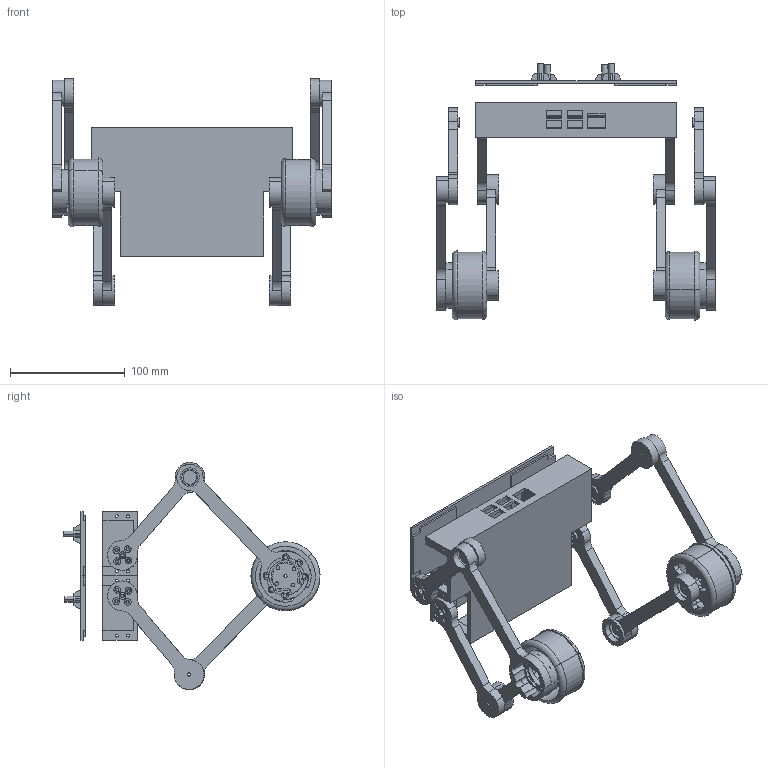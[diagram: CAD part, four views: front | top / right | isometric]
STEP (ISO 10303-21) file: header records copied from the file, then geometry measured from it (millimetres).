
FILE_DESCRIPTION (( 'STEP AP214' ), '1' );
FILE_NAME ('Case.STEP', '2025-02-21T05:56:27', ( '' ), ( '' ), 'SwSTEP 2.0', 'SolidWorks 2025', '' );
FILE_SCHEMA (( 'AUTOMOTIVE_DESIGN' ));
Length unit declared in the file: millimetre
Products named in the file (9): Base1; Case; Connection6; Arm1; Arm2; Arm3; Base2; Arm4; servo horn
Assembly tree (16 placements, depth 2):
  Case
    Base2
    Base1
    servo horn  x4
    Arm1  x2
    Arm2  x2
    Arm3  x2
    Arm4  x2
    Connection6  x2
Bounding box: 243 x 223.45 x 198.21 mm (x, y, z)
Volume: 329182.4 mm3; surface area: 206080.2 mm2
Topology: 16 solids, 16 shells, 1631 faces, 4509 edges, 2952 vertices
Faces by surface type: cylinder 753, plane 662, torus 112, bspline 64, cone 40
Entity records: 31224 total; most frequent: CARTESIAN_POINT 9002, ORIENTED_EDGE 4640, DIRECTION 4608, EDGE_CURVE 2320, AXIS2_PLACEMENT_3D 1670, VERTEX_POINT 1532, VECTOR 1268, LINE 1268
